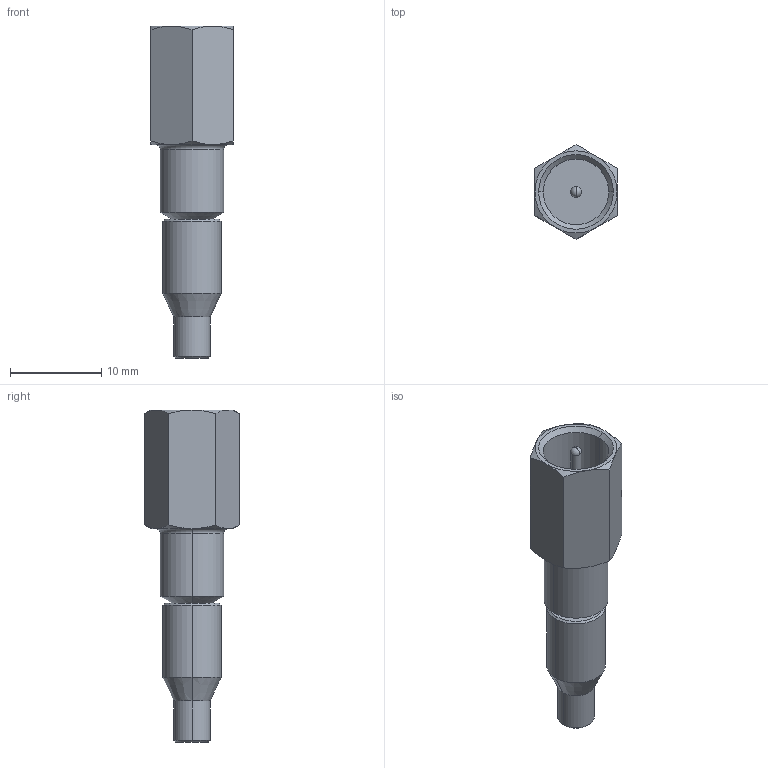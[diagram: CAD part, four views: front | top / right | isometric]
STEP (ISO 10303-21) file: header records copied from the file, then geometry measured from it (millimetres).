
FILE_DESCRIPTION (( 'STEP AP214' ), '1' );
FILE_NAME ('J01700A0007.STEP', '2013-08-23T09:32:55', ( 'Wartung1' ), ( '' ), 'SwSTEP 2.0', 'SolidWorks 2013', '' );
FILE_SCHEMA (( 'AUTOMOTIVE_DESIGN' ));
Length unit declared in the file: millimetre
Products named in the file (1): J01700A0007
Bounding box: 9 x 10.39 x 36.4 mm (x, y, z)
Volume: 1346.8 mm3; surface area: 1148.4 mm2
Topology: 1 solids, 1 shells, 52 faces, 110 edges, 63 vertices
Faces by surface type: cone 22, cylinder 12, plane 12, torus 4, sphere 2
Entity records: 2012 total; most frequent: CARTESIAN_POINT 328, DIRECTION 246, ORIENTED_EDGE 216, AXIS2_PLACEMENT_3D 109, EDGE_CURVE 108, VERTEX_POINT 63, EDGE_LOOP 57, CIRCLE 56
